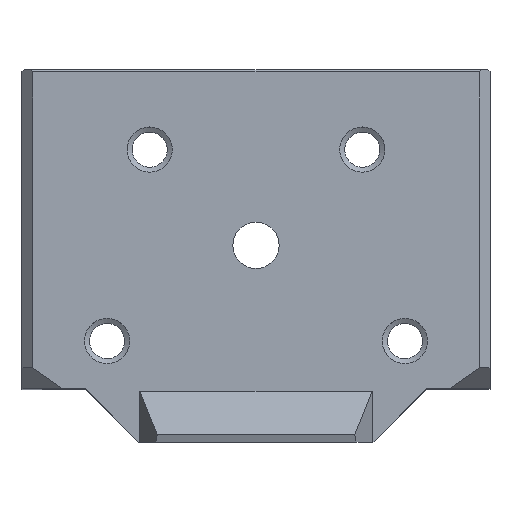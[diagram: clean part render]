
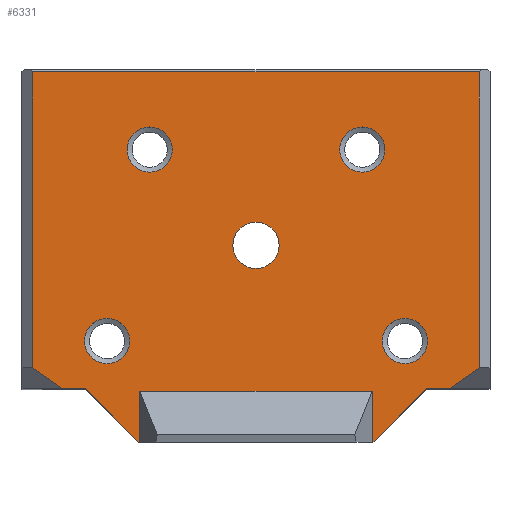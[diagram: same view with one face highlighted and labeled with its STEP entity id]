
A CAD part, top view. The second image highlights one B-rep face of the part: STEP entity #6331.
In plain terms, the highlighted planar face has unit normal (0, 0, 1).
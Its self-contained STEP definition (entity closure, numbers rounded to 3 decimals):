
#54=FACE_BOUND('',#765,.T.);
#55=FACE_BOUND('',#766,.T.);
#56=FACE_BOUND('',#767,.T.);
#57=FACE_BOUND('',#768,.T.);
#58=FACE_BOUND('',#769,.T.);
#152=PLANE('',#6701);
#434=FACE_OUTER_BOUND('',#764,.T.);
#764=EDGE_LOOP('',(#4547,#4548,#4549,#4550,#4551,#4552,#4553,#4554,#4555,
#4556,#4557,#4558,#4559,#4560));
#765=EDGE_LOOP('',(#4561));
#766=EDGE_LOOP('',(#4562));
#767=EDGE_LOOP('',(#4563));
#768=EDGE_LOOP('',(#4564));
#769=EDGE_LOOP('',(#4565));
#1183=LINE('',#8962,#2003);
#1187=LINE('',#8969,#2007);
#1190=LINE('',#8981,#2010);
#1195=LINE('',#8992,#2015);
#1196=LINE('',#8993,#2016);
#1197=LINE('',#8994,#2017);
#1198=LINE('',#8996,#2018);
#1199=LINE('',#8998,#2019);
#1200=LINE('',#8999,#2020);
#1201=LINE('',#9001,#2021);
#1202=LINE('',#9003,#2022);
#1203=LINE('',#9005,#2023);
#1204=LINE('',#9007,#2024);
#1205=LINE('',#9008,#2025);
#2003=VECTOR('',#7210,1000.);
#2007=VECTOR('',#7214,1000.);
#2010=VECTOR('',#7223,1000.);
#2015=VECTOR('',#7230,1000.);
#2016=VECTOR('',#7231,1000.);
#2017=VECTOR('',#7232,1000.);
#2018=VECTOR('',#7233,1000.);
#2019=VECTOR('',#7234,1000.);
#2020=VECTOR('',#7235,1000.);
#2021=VECTOR('',#7236,1000.);
#2022=VECTOR('',#7237,1000.);
#2023=VECTOR('',#7238,1000.);
#2024=VECTOR('',#7239,1000.);
#2025=VECTOR('',#7240,1000.);
#2820=CIRCLE('',#6702,2.125);
#2821=CIRCLE('',#6703,2.125);
#2822=CIRCLE('',#6704,2.125);
#2823=CIRCLE('',#6705,2.125);
#2824=CIRCLE('',#6706,2.175);
#2935=VERTEX_POINT('',#8954);
#2938=VERTEX_POINT('',#8959);
#2939=VERTEX_POINT('',#8961);
#2942=VERTEX_POINT('',#8967);
#2947=VERTEX_POINT('',#8978);
#2948=VERTEX_POINT('',#8980);
#2952=VERTEX_POINT('',#8990);
#2953=VERTEX_POINT('',#8991);
#2954=VERTEX_POINT('',#8995);
#2955=VERTEX_POINT('',#8997);
#2956=VERTEX_POINT('',#9000);
#2957=VERTEX_POINT('',#9002);
#2958=VERTEX_POINT('',#9004);
#2959=VERTEX_POINT('',#9006);
#2960=VERTEX_POINT('',#9009);
#2961=VERTEX_POINT('',#9011);
#2962=VERTEX_POINT('',#9013);
#2963=VERTEX_POINT('',#9015);
#2964=VERTEX_POINT('',#9017);
#3572=EDGE_CURVE('',#2938,#2939,#1183,.T.);
#3576=EDGE_CURVE('',#2942,#2935,#1187,.T.);
#3581=EDGE_CURVE('',#2948,#2947,#1190,.T.);
#3586=EDGE_CURVE('',#2952,#2953,#1195,.T.);
#3587=EDGE_CURVE('',#2952,#2948,#1196,.T.);
#3588=EDGE_CURVE('',#2947,#2939,#1197,.F.);
#3589=EDGE_CURVE('',#2938,#2954,#1198,.T.);
#3590=EDGE_CURVE('',#2954,#2955,#1199,.F.);
#3591=EDGE_CURVE('',#2955,#2935,#1200,.F.);
#3592=EDGE_CURVE('',#2942,#2956,#1201,.T.);
#3593=EDGE_CURVE('',#2956,#2957,#1202,.T.);
#3594=EDGE_CURVE('',#2957,#2958,#1203,.T.);
#3595=EDGE_CURVE('',#2958,#2959,#1204,.T.);
#3596=EDGE_CURVE('',#2959,#2953,#1205,.T.);
#3597=EDGE_CURVE('',#2960,#2960,#2820,.T.);
#3598=EDGE_CURVE('',#2961,#2961,#2821,.T.);
#3599=EDGE_CURVE('',#2962,#2962,#2822,.T.);
#3600=EDGE_CURVE('',#2963,#2963,#2823,.T.);
#3601=EDGE_CURVE('',#2964,#2964,#2824,.T.);
#4547=ORIENTED_EDGE('',*,*,#3586,.F.);
#4548=ORIENTED_EDGE('',*,*,#3587,.T.);
#4549=ORIENTED_EDGE('',*,*,#3581,.T.);
#4550=ORIENTED_EDGE('',*,*,#3588,.T.);
#4551=ORIENTED_EDGE('',*,*,#3572,.F.);
#4552=ORIENTED_EDGE('',*,*,#3589,.T.);
#4553=ORIENTED_EDGE('',*,*,#3590,.T.);
#4554=ORIENTED_EDGE('',*,*,#3591,.T.);
#4555=ORIENTED_EDGE('',*,*,#3576,.F.);
#4556=ORIENTED_EDGE('',*,*,#3592,.T.);
#4557=ORIENTED_EDGE('',*,*,#3593,.T.);
#4558=ORIENTED_EDGE('',*,*,#3594,.T.);
#4559=ORIENTED_EDGE('',*,*,#3595,.T.);
#4560=ORIENTED_EDGE('',*,*,#3596,.T.);
#4561=ORIENTED_EDGE('',*,*,#3597,.T.);
#4562=ORIENTED_EDGE('',*,*,#3598,.T.);
#4563=ORIENTED_EDGE('',*,*,#3599,.T.);
#4564=ORIENTED_EDGE('',*,*,#3600,.T.);
#4565=ORIENTED_EDGE('',*,*,#3601,.F.);
#6331=ADVANCED_FACE('',(#434,#54,#55,#56,#57,#58),#152,.T.);
#6701=AXIS2_PLACEMENT_3D('',#8989,#7228,#7229);
#6702=AXIS2_PLACEMENT_3D('',#9010,#7241,#7242);
#6703=AXIS2_PLACEMENT_3D('',#9012,#7243,#7244);
#6704=AXIS2_PLACEMENT_3D('',#9014,#7245,#7246);
#6705=AXIS2_PLACEMENT_3D('',#9016,#7247,#7248);
#6706=AXIS2_PLACEMENT_3D('',#9018,#7249,#7250);
#7210=DIRECTION('',(-1.,0.,0.));
#7214=DIRECTION('',(-1.,0.,0.));
#7223=DIRECTION('',(1.,0.,0.));
#7228=DIRECTION('center_axis',(0.,0.,1.));
#7229=DIRECTION('ref_axis',(1.,0.,0.));
#7230=DIRECTION('',(0.,1.,0.));
#7231=DIRECTION('',(0.816,-0.577,0.));
#7232=DIRECTION('',(-0.707,0.707,0.));
#7233=DIRECTION('',(0.,1.,0.));
#7234=DIRECTION('',(-1.,0.,0.));
#7235=DIRECTION('',(0.,1.,0.));
#7236=DIRECTION('',(0.707,0.707,0.));
#7237=DIRECTION('',(1.,0.,0.));
#7238=DIRECTION('',(0.816,0.577,0.));
#7239=DIRECTION('',(0.,1.,0.));
#7240=DIRECTION('',(-1.,0.,0.));
#7241=DIRECTION('center_axis',(0.,0.,-1.));
#7242=DIRECTION('ref_axis',(0.,1.,0.));
#7243=DIRECTION('center_axis',(0.,0.,-1.));
#7244=DIRECTION('ref_axis',(0.,1.,0.));
#7245=DIRECTION('center_axis',(0.,0.,-1.));
#7246=DIRECTION('ref_axis',(0.,1.,0.));
#7247=DIRECTION('center_axis',(0.,0.,-1.));
#7248=DIRECTION('ref_axis',(0.,1.,0.));
#7249=DIRECTION('center_axis',(0.,0.,1.));
#7250=DIRECTION('ref_axis',(1.,0.,0.));
#8954=CARTESIAN_POINT('',(10.92,-48.65,33.));
#8959=CARTESIAN_POINT('',(-10.92,-48.65,33.));
#8961=CARTESIAN_POINT('',(-11.,-48.65,33.));
#8962=CARTESIAN_POINT('',(0.,-48.65,33.));
#8967=CARTESIAN_POINT('',(11.,-48.65,33.));
#8969=CARTESIAN_POINT('',(0.,-48.65,33.));
#8978=CARTESIAN_POINT('',(-16.,-43.65,33.));
#8980=CARTESIAN_POINT('',(-18.172,-43.65,33.));
#8981=CARTESIAN_POINT('',(11.,-43.65,33.));
#8989=CARTESIAN_POINT('Origin',(11.,-43.65,33.));
#8990=CARTESIAN_POINT('',(-21.,-41.65,33.));
#8991=CARTESIAN_POINT('',(-21.,-13.85,33.));
#8992=CARTESIAN_POINT('',(-21.,-43.65,33.));
#8993=CARTESIAN_POINT('',(1.276,-57.402,33.));
#8994=CARTESIAN_POINT('',(-16.,-43.65,33.));
#8995=CARTESIAN_POINT('',(-10.92,-43.85,33.));
#8996=CARTESIAN_POINT('',(-10.92,-48.65,33.));
#8997=CARTESIAN_POINT('',(10.92,-43.85,33.));
#8998=CARTESIAN_POINT('',(0.,-43.85,33.));
#8999=CARTESIAN_POINT('',(10.92,-48.65,33.));
#9000=CARTESIAN_POINT('',(16.,-43.65,33.));
#9001=CARTESIAN_POINT('',(11.,-48.65,33.));
#9002=CARTESIAN_POINT('',(18.172,-43.65,33.));
#9003=CARTESIAN_POINT('',(11.,-43.65,33.));
#9004=CARTESIAN_POINT('',(21.,-41.65,33.));
#9005=CARTESIAN_POINT('',(13.391,-47.031,33.));
#9006=CARTESIAN_POINT('',(21.,-13.85,33.));
#9007=CARTESIAN_POINT('',(21.,-43.65,33.));
#9008=CARTESIAN_POINT('',(-21.,-13.85,33.));
#9009=CARTESIAN_POINT('',(10.,-23.275,33.));
#9010=CARTESIAN_POINT('Origin',(10.,-21.15,33.));
#9011=CARTESIAN_POINT('',(-10.,-23.275,33.));
#9012=CARTESIAN_POINT('Origin',(-10.,-21.15,33.));
#9013=CARTESIAN_POINT('',(-14.,-41.275,33.));
#9014=CARTESIAN_POINT('Origin',(-14.,-39.15,33.));
#9015=CARTESIAN_POINT('',(14.,-41.275,33.));
#9016=CARTESIAN_POINT('Origin',(14.,-39.15,33.));
#9017=CARTESIAN_POINT('',(2.175,-30.15,33.));
#9018=CARTESIAN_POINT('Origin',(0.,-30.15,33.));
